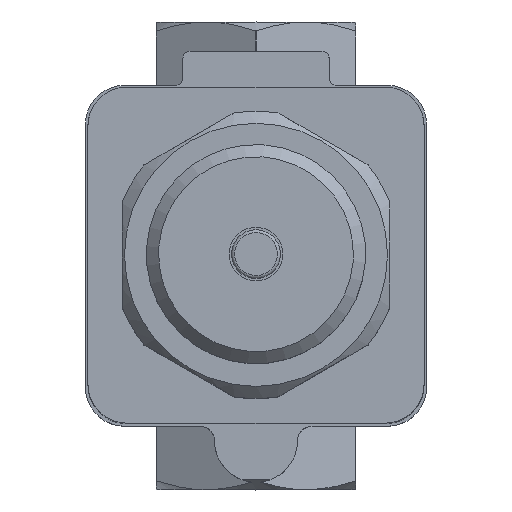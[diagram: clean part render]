
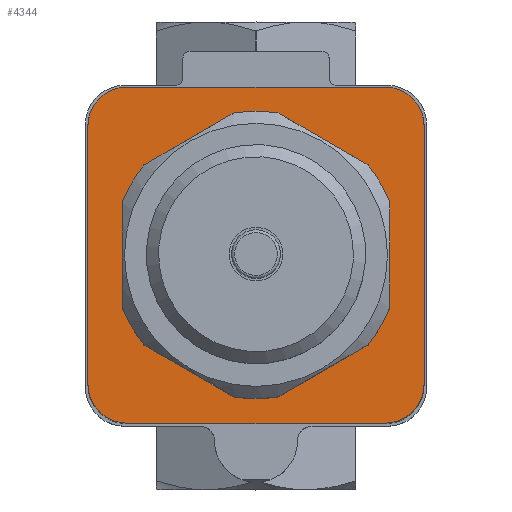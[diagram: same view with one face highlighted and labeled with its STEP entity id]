
A CAD part, top view. The second image highlights one B-rep face of the part: STEP entity #4344.
In plain terms, the highlighted planar face has unit normal (0, 0, 1).
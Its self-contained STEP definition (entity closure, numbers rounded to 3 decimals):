
#399=FACE_BOUND('',#719,.T.);
#447=FACE_OUTER_BOUND('',#718,.T.);
#718=EDGE_LOOP('',(#2885,#2886,#2887,#2888,#2889,#2890,#2891,#2892));
#719=EDGE_LOOP('',(#2893));
#1037=CIRCLE('',#4618,8.);
#1038=CIRCLE('',#4619,8.);
#1039=CIRCLE('',#4620,8.);
#1040=CIRCLE('',#4621,8.);
#1041=CIRCLE('',#4622,27.);
#1292=LINE('',#6507,#1520);
#1293=LINE('',#6511,#1521);
#1294=LINE('',#6515,#1522);
#1295=LINE('',#6519,#1523);
#1520=VECTOR('',#5173,53.);
#1521=VECTOR('',#5176,53.);
#1522=VECTOR('',#5179,53.);
#1523=VECTOR('',#5182,53.);
#1748=VERTEX_POINT('',#6505);
#1749=VERTEX_POINT('',#6506);
#1750=VERTEX_POINT('',#6508);
#1751=VERTEX_POINT('',#6510);
#1752=VERTEX_POINT('',#6512);
#1753=VERTEX_POINT('',#6514);
#1754=VERTEX_POINT('',#6516);
#1755=VERTEX_POINT('',#6518);
#1756=VERTEX_POINT('',#6521);
#2200=EDGE_CURVE('',#1748,#1749,#1292,.T.);
#2201=EDGE_CURVE('',#1750,#1748,#1037,.T.);
#2202=EDGE_CURVE('',#1751,#1750,#1293,.T.);
#2203=EDGE_CURVE('',#1752,#1751,#1038,.T.);
#2204=EDGE_CURVE('',#1753,#1752,#1294,.T.);
#2205=EDGE_CURVE('',#1754,#1753,#1039,.T.);
#2206=EDGE_CURVE('',#1755,#1754,#1295,.T.);
#2207=EDGE_CURVE('',#1749,#1755,#1040,.T.);
#2208=EDGE_CURVE('',#1756,#1756,#1041,.T.);
#2885=ORIENTED_EDGE('',*,*,#2200,.F.);
#2886=ORIENTED_EDGE('',*,*,#2201,.F.);
#2887=ORIENTED_EDGE('',*,*,#2202,.F.);
#2888=ORIENTED_EDGE('',*,*,#2203,.F.);
#2889=ORIENTED_EDGE('',*,*,#2204,.F.);
#2890=ORIENTED_EDGE('',*,*,#2205,.F.);
#2891=ORIENTED_EDGE('',*,*,#2206,.F.);
#2892=ORIENTED_EDGE('',*,*,#2207,.F.);
#2893=ORIENTED_EDGE('',*,*,#2208,.T.);
#4255=PLANE('',#4617);
#4344=ADVANCED_FACE('',(#447,#399),#4255,.T.);
#4617=AXIS2_PLACEMENT_3D('',#6504,#5171,#5172);
#4618=AXIS2_PLACEMENT_3D('',#6509,#5174,#5175);
#4619=AXIS2_PLACEMENT_3D('',#6513,#5177,#5178);
#4620=AXIS2_PLACEMENT_3D('',#6517,#5180,#5181);
#4621=AXIS2_PLACEMENT_3D('',#6520,#5183,#5184);
#4622=AXIS2_PLACEMENT_3D('',#6522,#5185,#5186);
#5171=DIRECTION('center_axis',(0.,0.,
1.));
#5172=DIRECTION('ref_axis',(0.,1.,0.));
#5173=DIRECTION('',(0.,1.,0.));
#5174=DIRECTION('center_axis',(0.,0.,
-1.));
#5175=DIRECTION('ref_axis',(-1.,0.,0.));
#5176=DIRECTION('',(-1.,0.,0.));
#5177=DIRECTION('center_axis',(0.,0.,
-1.));
#5178=DIRECTION('ref_axis',(0.,-1.,0.));
#5179=DIRECTION('',(0.,-1.,0.));
#5180=DIRECTION('center_axis',(0.,0.,
-1.));
#5181=DIRECTION('ref_axis',(1.,0.,0.));
#5182=DIRECTION('',(1.,0.,0.));
#5183=DIRECTION('center_axis',(0.,0.,
-1.));
#5184=DIRECTION('ref_axis',(0.,1.,0.));
#5185=DIRECTION('center_axis',(0.,0.,
-1.));
#5186=DIRECTION('ref_axis',(-1.,0.,0.));
#6504=CARTESIAN_POINT('Origin',(0.,0.,
107.7));
#6505=CARTESIAN_POINT('',(-34.5,-26.5,107.7));
#6506=CARTESIAN_POINT('',(-34.5,26.5,107.7));
#6507=CARTESIAN_POINT('',(-34.5,26.5,107.7));
#6508=CARTESIAN_POINT('',(-26.5,-34.5,107.7));
#6509=CARTESIAN_POINT('Origin',(-26.5,-26.5,107.7));
#6510=CARTESIAN_POINT('',(26.5,-34.5,107.7));
#6511=CARTESIAN_POINT('',(-26.5,-34.5,107.7));
#6512=CARTESIAN_POINT('',(34.5,-26.5,107.7));
#6513=CARTESIAN_POINT('Origin',(26.5,-26.5,107.7));
#6514=CARTESIAN_POINT('',(34.5,26.5,107.7));
#6515=CARTESIAN_POINT('',(34.5,-26.5,107.7));
#6516=CARTESIAN_POINT('',(26.5,34.5,107.7));
#6517=CARTESIAN_POINT('Origin',(26.5,26.5,107.7));
#6518=CARTESIAN_POINT('',(-26.5,34.5,107.7));
#6519=CARTESIAN_POINT('',(26.5,34.5,107.7));
#6520=CARTESIAN_POINT('Origin',(-26.5,26.5,107.7));
#6521=CARTESIAN_POINT('',(-27.,0.,107.7));
#6522=CARTESIAN_POINT('Origin',(0.,0.,
107.7));
